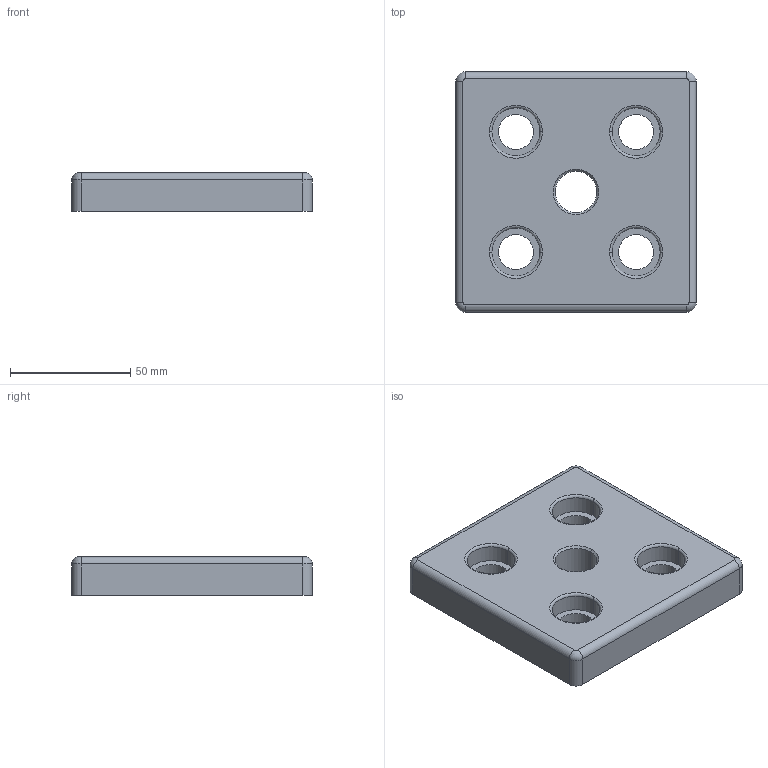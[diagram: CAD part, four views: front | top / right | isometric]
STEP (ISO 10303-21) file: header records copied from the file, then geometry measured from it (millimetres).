
FILE_DESCRIPTION (( 'STEP AP214' ), '1' );
FILE_NAME ('6431216', '2019-01-30T08:28:48', ( '' ), ('JUGARD+KÜNSTNER GmbH'), 'SwSTEP 2.0', 'SolidWorks 2017', '' );
FILE_SCHEMA (( 'AUTOMOTIVE_DESIGN' ));
Length unit declared in the file: inch
Products named in the file (1): 6431216
Bounding box: 100 x 100 x 16 mm (x, y, z)
Volume: 85180.5 mm3; surface area: 37532.2 mm2
Topology: 1 solids, 1 shells, 182 faces, 463 edges, 280 vertices
Faces by surface type: cylinder 89, sphere 35, torus 29, plane 27, cone 2
Entity records: 5508 total; most frequent: DIRECTION 1067, CARTESIAN_POINT 1064, ORIENTED_EDGE 854, AXIS2_PLACEMENT_3D 464, EDGE_CURVE 427, CIRCLE 281, VERTEX_POINT 256, EDGE_LOOP 201
